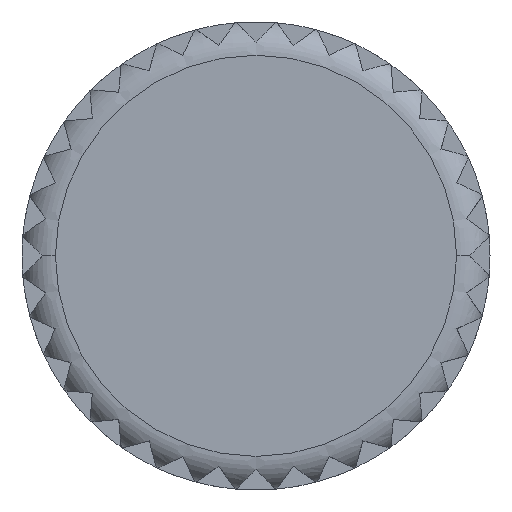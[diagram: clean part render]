
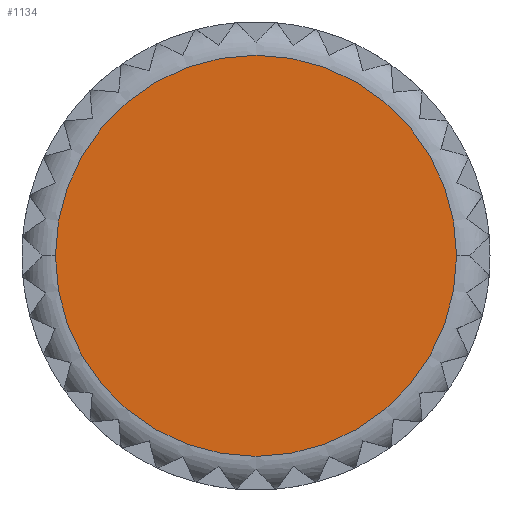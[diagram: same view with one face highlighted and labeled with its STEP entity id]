
A CAD part, top view. The second image highlights one B-rep face of the part: STEP entity #1134.
In plain terms, the highlighted planar face has unit normal (0, 0, 1).
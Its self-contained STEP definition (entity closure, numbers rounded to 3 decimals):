
#870=EDGE_CURVE('',#934,#872,#2416,.T.);
#872=VERTEX_POINT('',#2418);
#934=VERTEX_POINT('',#2485);
#1134=ADVANCED_FACE('',(#2702),#2703,.T.);
#2302=EDGE_CURVE('',#872,#934,#3980,.T.);
#2416=CIRCLE('',#4162,9.0);
#2418=CARTESIAN_POINT('',(9.0,0.,18.0));
#2485=CARTESIAN_POINT('',(-9.0,0.,18.0));
#2702=FACE_OUTER_BOUND('',#4693,.T.);
#2703=PLANE('',#4694);
#3980=CIRCLE('',#7283,9.0);
#4162=AXIS2_PLACEMENT_3D('',#7375,#7376,#7377);
#4693=EDGE_LOOP('',(#7648,#7649));
#4694=AXIS2_PLACEMENT_3D('',#7650,#7651,#7652);
#7283=AXIS2_PLACEMENT_3D('',#9116,#9117,#9118);
#7375=CARTESIAN_POINT('',(0.0,0.,18.0));
#7376=DIRECTION('',(0.0,0.0,1.0));
#7377=DIRECTION('',(-1.0,0.,0.0));
#7648=ORIENTED_EDGE('',*,*,#870,.T.);
#7649=ORIENTED_EDGE('',*,*,#2302,.T.);
#7650=CARTESIAN_POINT('',(-4.5,0.,18.0));
#7651=DIRECTION('',(0.0,0.0,1.0));
#7652=DIRECTION('',(-1.0,0.,0.0));
#9116=CARTESIAN_POINT('',(0.0,0.,18.0));
#9117=DIRECTION('',(0.0,0.0,1.0));
#9118=DIRECTION('',(-1.0,0.,0.0));
